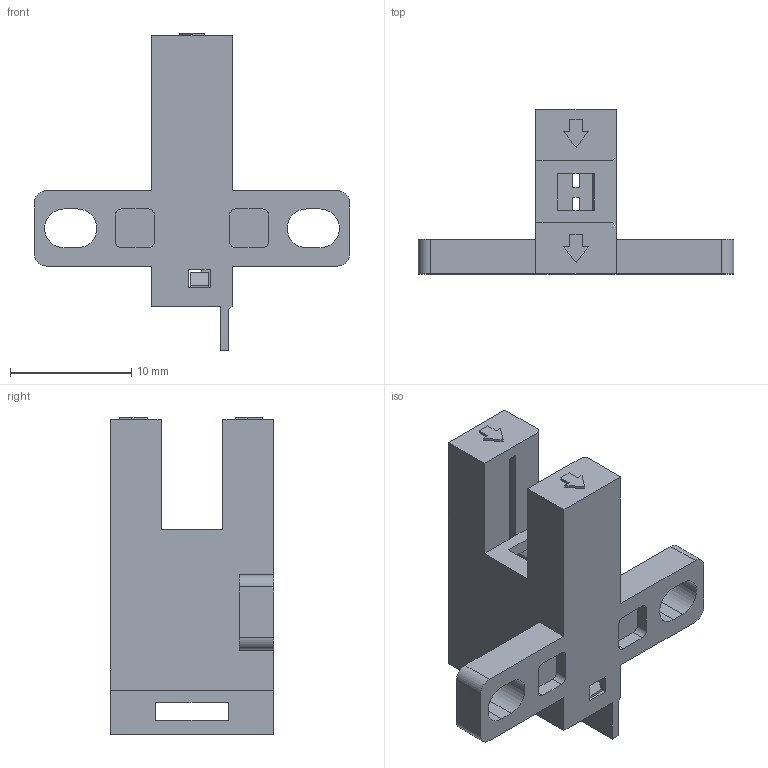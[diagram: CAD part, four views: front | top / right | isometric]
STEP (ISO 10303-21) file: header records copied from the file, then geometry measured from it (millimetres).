
FILE_DESCRIPTION((''),'2;1');
FILE_NAME('672_33','2020-07-19T',('admin'),(''),'PRO/ENGINEER BY PARAMETRIC TECHNOLOGY CORPORATION, 2008380','PRO/ENGINEER BY PARAMETRIC TECHNOLOGY CORPORATION, 2008380','');
FILE_SCHEMA(('CONFIG_CONTROL_DESIGN'));
Length unit declared in the file: millimetre
Products named in the file (1): 672_33
Bounding box: 26 x 13.5 x 26.2 mm (x, y, z)
Volume: 1086 mm3; surface area: 2645.2 mm2
Topology: 1 solids, 1 shells, 171 faces, 501 edges, 328 vertices
Faces by surface type: plane 151, cylinder 20
Entity records: 5666 total; most frequent: CARTESIAN_POINT 1015, ORIENTED_EDGE 1002, DIRECTION 877, EDGE_CURVE 501, VECTOR 459, LINE 459, VERTEX_POINT 328, AXIS2_PLACEMENT_3D 209
